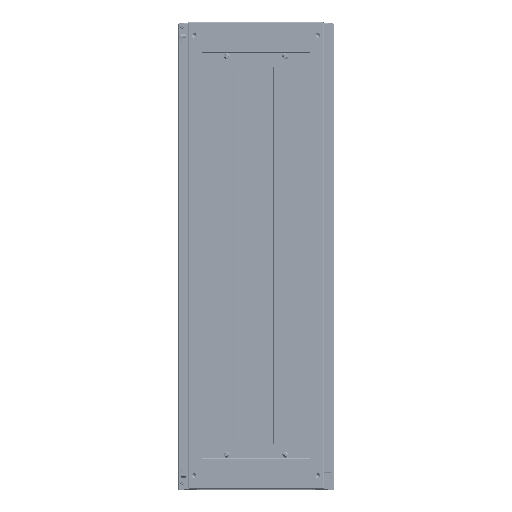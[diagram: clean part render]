
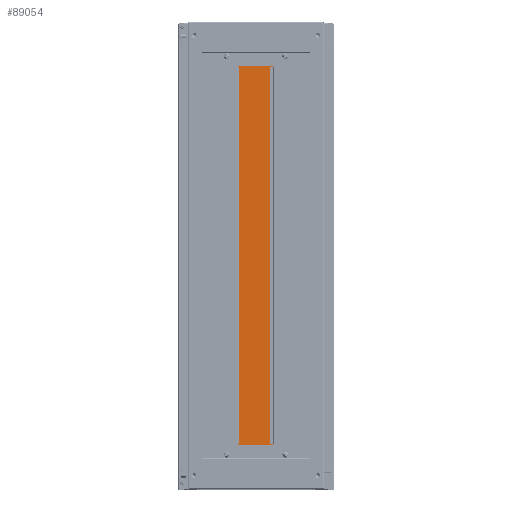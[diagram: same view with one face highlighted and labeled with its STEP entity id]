
A CAD part, top view. The second image highlights one B-rep face of the part: STEP entity #89054.
In plain terms, the highlighted face is planar.
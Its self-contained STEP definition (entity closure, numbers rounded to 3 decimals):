
#8412 = CARTESIAN_POINT ( 'NONE',  ( -500., -49., 1.5 ) ) ;
#8417 = PLANE ( 'NONE',  #138876 ) ;
#8422 = DIRECTION ( 'NONE',  ( 0., 0., 1. ) ) ;
#8423 = DIRECTION ( 'NONE',  ( 1., 0., 0. ) ) ;
#15986 = FACE_OUTER_BOUND ( 'NONE', #87408, .T. ) ;
#54699 = EDGE_CURVE ( 'NONE', #67973, #67971, #132608, .T. ) ;
#54705 = EDGE_CURVE ( 'NONE', #67971, #67995, #132619, .T. ) ;
#54709 = EDGE_CURVE ( 'NONE', #67963, #67961, #132623, .T. ) ;
#54713 = EDGE_CURVE ( 'NONE', #67969, #67963, #132631, .T. ) ;
#54715 = EDGE_CURVE ( 'NONE', #67969, #67983, #132638, .T. ) ;
#54719 = EDGE_CURVE ( 'NONE', #67961, #67973, #132634, .T. ) ;
#54722 = EDGE_CURVE ( 'NONE', #67995, #67996, #132641, .T. ) ;
#54724 = EDGE_CURVE ( 'NONE', #67983, #67996, #132647, .T. ) ;
#67961 = VERTEX_POINT ( 'NONE', #81459 ) ;
#67963 = VERTEX_POINT ( 'NONE', #81463 ) ;
#67969 = VERTEX_POINT ( 'NONE', #81474 ) ;
#67971 = VERTEX_POINT ( 'NONE', #81477 ) ;
#67973 = VERTEX_POINT ( 'NONE', #81481 ) ;
#67983 = VERTEX_POINT ( 'NONE', #81499 ) ;
#67995 = VERTEX_POINT ( 'NONE', #81521 ) ;
#67996 = VERTEX_POINT ( 'NONE', #81523 ) ;
#70097 = ORIENTED_EDGE ( 'NONE', *, *, #54724, .F. ) ;
#70098 = ORIENTED_EDGE ( 'NONE', *, *, #54722, .T. ) ;
#70099 = ORIENTED_EDGE ( 'NONE', *, *, #54705, .T. ) ;
#70100 = ORIENTED_EDGE ( 'NONE', *, *, #54699, .T. ) ;
#70101 = ORIENTED_EDGE ( 'NONE', *, *, #54719, .T. ) ;
#70102 = ORIENTED_EDGE ( 'NONE', *, *, #54709, .T. ) ;
#70103 = ORIENTED_EDGE ( 'NONE', *, *, #54713, .T. ) ;
#70104 = ORIENTED_EDGE ( 'NONE', *, *, #54715, .F. ) ;
#76839 = CARTESIAN_POINT ( 'NONE',  ( -500., 49., 1.5 ) ) ;
#76849 = DIRECTION ( 'NONE',  ( -1., 0., 0. ) ) ;
#76850 = CARTESIAN_POINT ( 'NONE',  ( 485., -48., 1.5 ) ) ;
#76852 = CARTESIAN_POINT ( 'NONE',  ( -500., 49., 1.5 ) ) ;
#76853 = DIRECTION ( 'NONE',  ( 0., -1., 0. ) ) ;
#76854 = CARTESIAN_POINT ( 'NONE',  ( -500., -49., 1.5 ) ) ;
#76855 = DIRECTION ( 'NONE',  ( 1., 0., 0. ) ) ;
#76856 = DIRECTION ( 'NONE',  ( 0., -1., 0. ) ) ;
#76857 = CARTESIAN_POINT ( 'NONE',  ( 485., -47.99, 1.5 ) ) ;
#76858 = DIRECTION ( 'NONE',  ( -1., 0., 0. ) ) ;
#76859 = CARTESIAN_POINT ( 'NONE',  ( 500., 49., 1.5 ) ) ;
#76860 = DIRECTION ( 'NONE',  ( 0., 1., 0. ) ) ;
#76861 = CARTESIAN_POINT ( 'NONE',  ( -500., -49., 1.5 ) ) ;
#76863 = DIRECTION ( 'NONE',  ( 1., 0., 0. ) ) ;
#76864 = CARTESIAN_POINT ( 'NONE',  ( -485., -48., 1.5 ) ) ;
#76865 = DIRECTION ( 'NONE',  ( 0., -1., 0. ) ) ;
#81459 = CARTESIAN_POINT ( 'NONE',  ( 500., -49., 1.5 ) ) ;
#81463 = CARTESIAN_POINT ( 'NONE',  ( 485., -49., 1.5 ) ) ;
#81474 = CARTESIAN_POINT ( 'NONE',  ( 485., -47.99, 1.5 ) ) ;
#81477 = CARTESIAN_POINT ( 'NONE',  ( -500., 49., 1.5 ) ) ;
#81481 = CARTESIAN_POINT ( 'NONE',  ( 500., 49., 1.5 ) ) ;
#81499 = CARTESIAN_POINT ( 'NONE',  ( -485., -47.99, 1.5 ) ) ;
#81521 = CARTESIAN_POINT ( 'NONE',  ( -500., -49., 1.5 ) ) ;
#81523 = CARTESIAN_POINT ( 'NONE',  ( -485., -49., 1.5 ) ) ;
#87408 = EDGE_LOOP ( 'NONE', ( #70104, #70103, #70102, #70101, #70100, #70099, #70098, #70097 ) ) ;
#89054 = ADVANCED_FACE ( 'NONE', ( #15986 ), #8417, .T. ) ;
#132608 = LINE ( 'NONE', #76839, #132611 ) ;
#132611 = VECTOR ( 'NONE', #76849, 1000. ) ;
#132619 = LINE ( 'NONE', #76852, #132628 ) ;
#132623 = LINE ( 'NONE', #76854, #132626 ) ;
#132626 = VECTOR ( 'NONE', #76855, 1000. ) ;
#132628 = VECTOR ( 'NONE', #76853, 1000. ) ;
#132631 = LINE ( 'NONE', #76850, #132640 ) ;
#132634 = LINE ( 'NONE', #76859, #132648 ) ;
#132638 = LINE ( 'NONE', #76857, #132644 ) ;
#132640 = VECTOR ( 'NONE', #76856, 1000. ) ;
#132641 = LINE ( 'NONE', #76861, #132653 ) ;
#132644 = VECTOR ( 'NONE', #76858, 1000. ) ;
#132647 = LINE ( 'NONE', #76864, #132657 ) ;
#132648 = VECTOR ( 'NONE', #76860, 1000. ) ;
#132653 = VECTOR ( 'NONE', #76863, 1000. ) ;
#132657 = VECTOR ( 'NONE', #76865, 1000. ) ;
#138876 = AXIS2_PLACEMENT_3D ( 'NONE', #8412, #8422, #8423 ) ;
